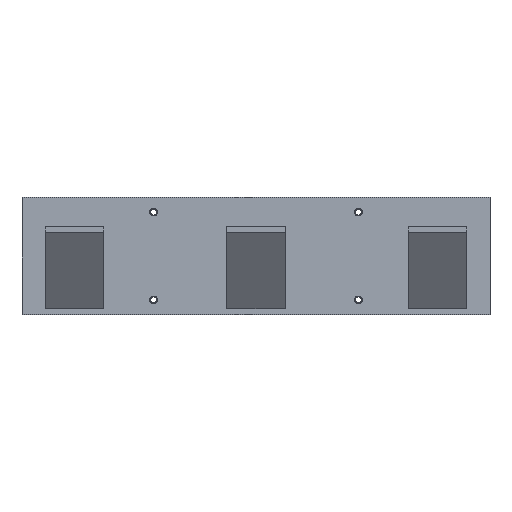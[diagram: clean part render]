
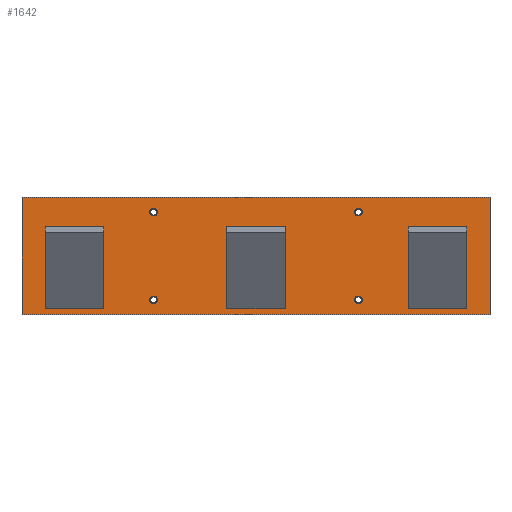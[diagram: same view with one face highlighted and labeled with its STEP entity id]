
A CAD part, top view. The second image highlights one B-rep face of the part: STEP entity #1642.
In plain terms, the highlighted planar face has unit normal (0, 0, 1).
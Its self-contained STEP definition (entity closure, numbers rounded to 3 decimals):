
#35=FACE_BOUND('',#269,.T.);
#36=FACE_BOUND('',#270,.T.);
#37=FACE_BOUND('',#271,.T.);
#38=FACE_BOUND('',#272,.T.);
#39=FACE_BOUND('',#273,.T.);
#40=FACE_BOUND('',#274,.T.);
#41=FACE_BOUND('',#275,.T.);
#42=FACE_BOUND('',#276,.T.);
#43=FACE_BOUND('',#277,.T.);
#44=FACE_BOUND('',#278,.T.);
#84=PLANE('',#1766);
#171=FACE_OUTER_BOUND('',#268,.T.);
#268=EDGE_LOOP('',(#1473,#1474,#1475,#1476));
#269=EDGE_LOOP('',(#1477));
#270=EDGE_LOOP('',(#1478));
#271=EDGE_LOOP('',(#1479));
#272=EDGE_LOOP('',(#1480));
#273=EDGE_LOOP('',(#1481,#1482,#1483,#1484));
#274=EDGE_LOOP('',(#1485,#1486,#1487,#1488));
#275=EDGE_LOOP('',(#1489,#1490,#1491,#1492));
#276=EDGE_LOOP('',(#1493,#1494,#1495,#1496));
#277=EDGE_LOOP('',(#1497,#1498,#1499,#1500));
#278=EDGE_LOOP('',(#1501,#1502,#1503,#1504));
#298=CIRCLE('',#1705,3.3);
#302=CIRCLE('',#1712,3.3);
#306=CIRCLE('',#1719,3.3);
#310=CIRCLE('',#1726,3.3);
#437=LINE('',#3155,#562);
#439=LINE('',#3161,#564);
#446=LINE('',#3907,#571);
#451=LINE('',#3918,#576);
#452=LINE('',#3919,#577);
#454=LINE('',#3923,#579);
#456=LINE('',#3926,#581);
#457=LINE('',#3927,#582);
#461=LINE('',#3936,#586);
#463=LINE('',#3942,#588);
#468=LINE('',#3950,#593);
#469=LINE('',#3952,#594);
#472=LINE('',#3958,#597);
#480=LINE('',#4707,#605);
#482=LINE('',#4711,#607);
#484=LINE('',#4714,#609);
#486=LINE('',#4720,#611);
#492=LINE('',#4732,#617);
#494=LINE('',#4737,#619);
#502=LINE('',#5486,#627);
#503=LINE('',#5487,#628);
#505=LINE('',#5491,#630);
#507=LINE('',#5494,#632);
#508=LINE('',#5495,#633);
#511=LINE('',#5503,#636);
#514=LINE('',#5509,#639);
#517=LINE('',#5515,#642);
#520=LINE('',#5519,#645);
#562=VECTOR('',#1956,10.);
#564=VECTOR('',#1960,10.);
#571=VECTOR('',#1973,10.);
#576=VECTOR('',#1984,10.);
#577=VECTOR('',#1985,10.);
#579=VECTOR('',#1989,10.);
#581=VECTOR('',#1993,10.);
#582=VECTOR('',#1994,10.);
#586=VECTOR('',#2000,10.);
#588=VECTOR('',#2004,10.);
#593=VECTOR('',#2013,10.);
#594=VECTOR('',#2016,10.);
#597=VECTOR('',#2021,10.);
#605=VECTOR('',#2039,10.);
#607=VECTOR('',#2043,10.);
#609=VECTOR('',#2047,10.);
#611=VECTOR('',#2051,10.);
#617=VECTOR('',#2059,10.);
#619=VECTOR('',#2063,10.);
#627=VECTOR('',#2081,10.);
#628=VECTOR('',#2082,10.);
#630=VECTOR('',#2086,10.);
#632=VECTOR('',#2090,10.);
#633=VECTOR('',#2091,10.);
#636=VECTOR('',#2096,10.);
#639=VECTOR('',#2101,10.);
#642=VECTOR('',#2106,10.);
#645=VECTOR('',#2111,10.);
#732=VERTEX_POINT('',#3101);
#736=VERTEX_POINT('',#3114);
#740=VERTEX_POINT('',#3127);
#744=VERTEX_POINT('',#3140);
#746=VERTEX_POINT('',#3148);
#749=VERTEX_POINT('',#3153);
#750=VERTEX_POINT('',#3157);
#752=VERTEX_POINT('',#3160);
#756=VERTEX_POINT('',#3904);
#757=VERTEX_POINT('',#3906);
#760=VERTEX_POINT('',#3917);
#761=VERTEX_POINT('',#3922);
#763=VERTEX_POINT('',#3930);
#765=VERTEX_POINT('',#3934);
#766=VERTEX_POINT('',#3938);
#768=VERTEX_POINT('',#3941);
#770=VERTEX_POINT('',#3955);
#771=VERTEX_POINT('',#3957);
#776=VERTEX_POINT('',#4706);
#777=VERTEX_POINT('',#4710);
#778=VERTEX_POINT('',#4716);
#780=VERTEX_POINT('',#4719);
#783=VERTEX_POINT('',#4726);
#785=VERTEX_POINT('',#4730);
#786=VERTEX_POINT('',#4734);
#787=VERTEX_POINT('',#4736);
#792=VERTEX_POINT('',#5485);
#793=VERTEX_POINT('',#5490);
#796=VERTEX_POINT('',#5500);
#797=VERTEX_POINT('',#5502);
#799=VERTEX_POINT('',#5508);
#801=VERTEX_POINT('',#5514);
#906=EDGE_CURVE('',#732,#732,#298,.T.);
#912=EDGE_CURVE('',#736,#736,#302,.T.);
#918=EDGE_CURVE('',#740,#740,#306,.T.);
#924=EDGE_CURVE('',#744,#744,#310,.T.);
#931=EDGE_CURVE('',#746,#749,#437,.T.);
#933=EDGE_CURVE('',#752,#750,#439,.T.);
#948=EDGE_CURVE('',#757,#756,#446,.T.);
#953=EDGE_CURVE('',#756,#760,#451,.T.);
#954=EDGE_CURVE('',#749,#752,#452,.T.);
#956=EDGE_CURVE('',#760,#761,#454,.T.);
#958=EDGE_CURVE('',#761,#757,#456,.T.);
#959=EDGE_CURVE('',#750,#746,#457,.T.);
#963=EDGE_CURVE('',#763,#765,#461,.T.);
#965=EDGE_CURVE('',#768,#766,#463,.T.);
#970=EDGE_CURVE('',#766,#763,#468,.T.);
#971=EDGE_CURVE('',#765,#768,#469,.T.);
#974=EDGE_CURVE('',#771,#770,#472,.T.);
#990=EDGE_CURVE('',#770,#776,#480,.T.);
#992=EDGE_CURVE('',#776,#777,#482,.T.);
#994=EDGE_CURVE('',#777,#771,#484,.T.);
#996=EDGE_CURVE('',#780,#778,#486,.T.);
#1002=EDGE_CURVE('',#783,#785,#492,.T.);
#1004=EDGE_CURVE('',#787,#786,#494,.T.);
#1020=EDGE_CURVE('',#786,#792,#502,.T.);
#1021=EDGE_CURVE('',#785,#780,#503,.T.);
#1023=EDGE_CURVE('',#792,#793,#505,.T.);
#1025=EDGE_CURVE('',#793,#787,#507,.T.);
#1026=EDGE_CURVE('',#778,#783,#508,.T.);
#1029=EDGE_CURVE('',#797,#796,#511,.T.);
#1032=EDGE_CURVE('',#799,#797,#514,.T.);
#1035=EDGE_CURVE('',#801,#799,#517,.T.);
#1038=EDGE_CURVE('',#796,#801,#520,.T.);
#1473=ORIENTED_EDGE('',*,*,#1038,.T.);
#1474=ORIENTED_EDGE('',*,*,#1035,.T.);
#1475=ORIENTED_EDGE('',*,*,#1032,.T.);
#1476=ORIENTED_EDGE('',*,*,#1029,.T.);
#1477=ORIENTED_EDGE('',*,*,#906,.T.);
#1478=ORIENTED_EDGE('',*,*,#912,.T.);
#1479=ORIENTED_EDGE('',*,*,#918,.T.);
#1480=ORIENTED_EDGE('',*,*,#924,.T.);
#1481=ORIENTED_EDGE('',*,*,#933,.T.);
#1482=ORIENTED_EDGE('',*,*,#959,.T.);
#1483=ORIENTED_EDGE('',*,*,#931,.T.);
#1484=ORIENTED_EDGE('',*,*,#954,.T.);
#1485=ORIENTED_EDGE('',*,*,#948,.T.);
#1486=ORIENTED_EDGE('',*,*,#953,.T.);
#1487=ORIENTED_EDGE('',*,*,#956,.T.);
#1488=ORIENTED_EDGE('',*,*,#958,.T.);
#1489=ORIENTED_EDGE('',*,*,#965,.T.);
#1490=ORIENTED_EDGE('',*,*,#970,.T.);
#1491=ORIENTED_EDGE('',*,*,#963,.T.);
#1492=ORIENTED_EDGE('',*,*,#971,.T.);
#1493=ORIENTED_EDGE('',*,*,#974,.T.);
#1494=ORIENTED_EDGE('',*,*,#990,.T.);
#1495=ORIENTED_EDGE('',*,*,#992,.T.);
#1496=ORIENTED_EDGE('',*,*,#994,.T.);
#1497=ORIENTED_EDGE('',*,*,#1002,.T.);
#1498=ORIENTED_EDGE('',*,*,#1021,.T.);
#1499=ORIENTED_EDGE('',*,*,#996,.T.);
#1500=ORIENTED_EDGE('',*,*,#1026,.T.);
#1501=ORIENTED_EDGE('',*,*,#1004,.T.);
#1502=ORIENTED_EDGE('',*,*,#1020,.T.);
#1503=ORIENTED_EDGE('',*,*,#1023,.T.);
#1504=ORIENTED_EDGE('',*,*,#1025,.T.);
#1642=ADVANCED_FACE('',(#171,#35,#36,#37,#38,#39,#40,#41,#42,#43,#44),#84,
 .T.);
#1705=AXIS2_PLACEMENT_3D('',#3102,#1895,#1896);
#1712=AXIS2_PLACEMENT_3D('',#3115,#1911,#1912);
#1719=AXIS2_PLACEMENT_3D('',#3128,#1927,#1928);
#1726=AXIS2_PLACEMENT_3D('',#3141,#1943,#1944);
#1766=AXIS2_PLACEMENT_3D('',#5520,#2112,#2113);
#1895=DIRECTION('center_axis',(0.,0.,-1.));
#1896=DIRECTION('ref_axis',(1.,0.,0.));
#1911=DIRECTION('center_axis',(0.,0.,-1.));
#1912=DIRECTION('ref_axis',(1.,0.,0.));
#1927=DIRECTION('center_axis',(0.,0.,-1.));
#1928=DIRECTION('ref_axis',(1.,0.,0.));
#1943=DIRECTION('center_axis',(0.,0.,-1.));
#1944=DIRECTION('ref_axis',(1.,0.,0.));
#1956=DIRECTION('',(-1.,0.,0.));
#1960=DIRECTION('',(1.,0.,0.));
#1973=DIRECTION('',(-1.,0.,0.));
#1984=DIRECTION('',(0.,1.,0.));
#1985=DIRECTION('',(0.,1.,0.));
#1989=DIRECTION('',(1.,0.,0.));
#1993=DIRECTION('',(0.,-1.,0.));
#1994=DIRECTION('',(0.,-1.,0.));
#2000=DIRECTION('',(-1.,0.,0.));
#2004=DIRECTION('',(1.,0.,0.));
#2013=DIRECTION('',(0.,-1.,0.));
#2016=DIRECTION('',(0.,1.,0.));
#2021=DIRECTION('',(-1.,0.,0.));
#2039=DIRECTION('',(0.,1.,0.));
#2043=DIRECTION('',(1.,0.,0.));
#2047=DIRECTION('',(0.,-1.,0.));
#2051=DIRECTION('',(1.,0.,0.));
#2059=DIRECTION('',(-1.,0.,0.));
#2063=DIRECTION('',(-1.,0.,0.));
#2081=DIRECTION('',(0.,1.,0.));
#2082=DIRECTION('',(0.,1.,0.));
#2086=DIRECTION('',(1.,0.,0.));
#2090=DIRECTION('',(0.,-1.,0.));
#2091=DIRECTION('',(0.,-1.,0.));
#2096=DIRECTION('',(0.,1.,0.));
#2101=DIRECTION('',(1.,0.,0.));
#2106=DIRECTION('',(0.,-1.,0.));
#2111=DIRECTION('',(-1.,0.,0.));
#2112=DIRECTION('center_axis',(0.,0.,1.));
#2113=DIRECTION('ref_axis',(1.,0.,0.));
#3101=CARTESIAN_POINT('',(-115.8,87.5,10.));
#3102=CARTESIAN_POINT('Origin',(-112.5,87.5,10.));
#3114=CARTESIAN_POINT('',(-290.8,87.5,10.));
#3115=CARTESIAN_POINT('Origin',(-287.5,87.5,10.));
#3127=CARTESIAN_POINT('',(-290.8,12.5,10.));
#3128=CARTESIAN_POINT('Origin',(-287.5,12.5,10.));
#3140=CARTESIAN_POINT('',(-115.8,12.5,10.));
#3141=CARTESIAN_POINT('Origin',(-112.5,12.5,10.));
#3148=CARTESIAN_POINT('',(-330.,5.,10.));
#3153=CARTESIAN_POINT('',(-380.,5.,10.));
#3155=CARTESIAN_POINT('',(-265.,5.,10.));
#3157=CARTESIAN_POINT('',(-330.,19.09,10.));
#3160=CARTESIAN_POINT('',(-380.,19.09,10.));
#3161=CARTESIAN_POINT('',(-265.,19.09,10.));
#3904=CARTESIAN_POINT('',(-380.,70.,10.));
#3906=CARTESIAN_POINT('',(-330.,70.,10.));
#3907=CARTESIAN_POINT('',(-290.,70.,10.));
#3917=CARTESIAN_POINT('',(-380.,75.,10.));
#3918=CARTESIAN_POINT('',(-380.,62.5,10.));
#3919=CARTESIAN_POINT('',(-380.,43.75,10.));
#3922=CARTESIAN_POINT('',(-330.,75.,10.));
#3923=CARTESIAN_POINT('',(-265.,75.,10.));
#3926=CARTESIAN_POINT('',(-330.,60.,10.));
#3927=CARTESIAN_POINT('',(-330.,43.75,10.));
#3930=CARTESIAN_POINT('',(-175.,5.,10.));
#3934=CARTESIAN_POINT('',(-225.,5.,10.));
#3936=CARTESIAN_POINT('',(-187.5,5.,10.));
#3938=CARTESIAN_POINT('',(-175.,19.2,10.));
#3941=CARTESIAN_POINT('',(-225.,19.2,10.));
#3942=CARTESIAN_POINT('',(-187.5,19.2,10.));
#3950=CARTESIAN_POINT('',(-175.,43.75,10.));
#3952=CARTESIAN_POINT('',(-225.,43.75,10.));
#3955=CARTESIAN_POINT('',(-225.,70.,10.));
#3957=CARTESIAN_POINT('',(-175.,70.,10.));
#3958=CARTESIAN_POINT('',(-212.5,70.,10.));
#4706=CARTESIAN_POINT('',(-225.,75.,10.));
#4707=CARTESIAN_POINT('',(-225.,62.5,10.));
#4710=CARTESIAN_POINT('',(-175.,75.,10.));
#4711=CARTESIAN_POINT('',(-187.5,75.,10.));
#4714=CARTESIAN_POINT('',(-175.,60.,10.));
#4716=CARTESIAN_POINT('',(-20.,19.247,10.));
#4719=CARTESIAN_POINT('',(-70.,19.247,10.));
#4720=CARTESIAN_POINT('',(-110.,19.247,10.));
#4726=CARTESIAN_POINT('',(-20.,5.,10.));
#4730=CARTESIAN_POINT('',(-70.,5.,10.));
#4732=CARTESIAN_POINT('',(-110.,5.,10.));
#4734=CARTESIAN_POINT('',(-70.,70.,10.));
#4736=CARTESIAN_POINT('',(-20.,70.,10.));
#4737=CARTESIAN_POINT('',(-135.,70.,10.));
#5485=CARTESIAN_POINT('',(-70.,75.,10.));
#5486=CARTESIAN_POINT('',(-70.,62.5,10.));
#5487=CARTESIAN_POINT('',(-70.,43.75,10.));
#5490=CARTESIAN_POINT('',(-20.,75.,10.));
#5491=CARTESIAN_POINT('',(-110.,75.,10.));
#5494=CARTESIAN_POINT('',(-20.,60.,10.));
#5495=CARTESIAN_POINT('',(-20.,43.75,10.));
#5500=CARTESIAN_POINT('',(0.,100.,10.));
#5502=CARTESIAN_POINT('',(0.,0.,10.));
#5503=CARTESIAN_POINT('',(0.,100.,10.));
#5508=CARTESIAN_POINT('',(-400.,0.,10.));
#5509=CARTESIAN_POINT('',(0.,0.,10.));
#5514=CARTESIAN_POINT('',(-400.,100.,10.));
#5515=CARTESIAN_POINT('',(-400.,0.,10.));
#5519=CARTESIAN_POINT('',(-400.,100.,10.));
#5520=CARTESIAN_POINT('Origin',(-200.,50.,10.));
